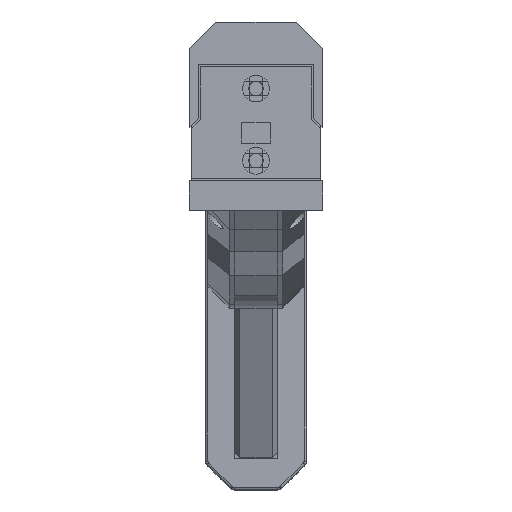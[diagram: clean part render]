
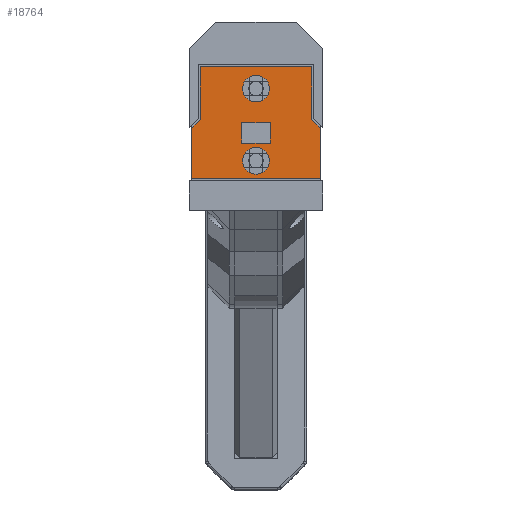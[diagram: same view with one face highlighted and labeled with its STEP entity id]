
A CAD part, left-side view. The second image highlights one B-rep face of the part: STEP entity #18764.
In plain terms, the highlighted planar face has unit normal (-1, 0, 0).
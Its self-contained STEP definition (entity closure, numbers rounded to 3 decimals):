
#278=FACE_BOUND('',#3552,.T.);
#279=FACE_BOUND('',#3553,.T.);
#280=FACE_BOUND('',#3554,.T.);
#1129=CIRCLE('',#20418,5.);
#1137=CIRCLE('',#20449,5.);
#2406=FACE_OUTER_BOUND('',#3551,.T.);
#3551=EDGE_LOOP('',(#16180,#16181,#16182,#16183,#16184,#16185,#16186,#16187));
#3552=EDGE_LOOP('',(#16188));
#3553=EDGE_LOOP('',(#16189));
#3554=EDGE_LOOP('',(#16190,#16191,#16192,#16193));
#5085=LINE('',#32444,#6885);
#5097=LINE('',#32472,#6897);
#5119=LINE('',#32516,#6919);
#5120=LINE('',#32520,#6920);
#5121=LINE('',#32522,#6921);
#5122=LINE('',#32524,#6922);
#5123=LINE('',#32526,#6923);
#5124=LINE('',#32527,#6924);
#5125=LINE('',#32530,#6925);
#5126=LINE('',#32532,#6926);
#5127=LINE('',#32534,#6927);
#5128=LINE('',#32535,#6928);
#6885=VECTOR('',#25157,1.);
#6897=VECTOR('',#25179,1.);
#6919=VECTOR('',#25223,1.);
#6920=VECTOR('',#25228,1.);
#6921=VECTOR('',#25229,1.);
#6922=VECTOR('',#25230,1.);
#6923=VECTOR('',#25231,1.);
#6924=VECTOR('',#25232,1.);
#6925=VECTOR('',#25233,1.);
#6926=VECTOR('',#25234,1.);
#6927=VECTOR('',#25235,1.);
#6928=VECTOR('',#25236,1.);
#8594=VERTEX_POINT('',#32051);
#8622=VERTEX_POINT('',#32153);
#8721=VERTEX_POINT('',#32442);
#8722=VERTEX_POINT('',#32443);
#8732=VERTEX_POINT('',#32470);
#8733=VERTEX_POINT('',#32471);
#8745=VERTEX_POINT('',#32519);
#8746=VERTEX_POINT('',#32521);
#8747=VERTEX_POINT('',#32523);
#8748=VERTEX_POINT('',#32525);
#8749=VERTEX_POINT('',#32528);
#8750=VERTEX_POINT('',#32529);
#8751=VERTEX_POINT('',#32531);
#8752=VERTEX_POINT('',#32533);
#11066=EDGE_CURVE('',#8594,#8594,#1129,.T.);
#11117=EDGE_CURVE('',#8622,#8622,#1137,.T.);
#11261=EDGE_CURVE('',#8721,#8722,#5085,.T.);
#11275=EDGE_CURVE('',#8732,#8733,#5097,.T.);
#11299=EDGE_CURVE('',#8733,#8722,#5119,.T.);
#11300=EDGE_CURVE('',#8721,#8745,#5120,.F.);
#11301=EDGE_CURVE('',#8745,#8746,#5121,.T.);
#11302=EDGE_CURVE('',#8746,#8747,#5122,.T.);
#11303=EDGE_CURVE('',#8748,#8747,#5123,.T.);
#11304=EDGE_CURVE('',#8748,#8732,#5124,.F.);
#11305=EDGE_CURVE('',#8749,#8750,#5125,.T.);
#11306=EDGE_CURVE('',#8750,#8751,#5126,.T.);
#11307=EDGE_CURVE('',#8751,#8752,#5127,.T.);
#11308=EDGE_CURVE('',#8752,#8749,#5128,.T.);
#16180=ORIENTED_EDGE('',*,*,#11275,.T.);
#16181=ORIENTED_EDGE('',*,*,#11299,.T.);
#16182=ORIENTED_EDGE('',*,*,#11261,.F.);
#16183=ORIENTED_EDGE('',*,*,#11300,.T.);
#16184=ORIENTED_EDGE('',*,*,#11301,.T.);
#16185=ORIENTED_EDGE('',*,*,#11302,.T.);
#16186=ORIENTED_EDGE('',*,*,#11303,.F.);
#16187=ORIENTED_EDGE('',*,*,#11304,.T.);
#16188=ORIENTED_EDGE('',*,*,#11066,.T.);
#16189=ORIENTED_EDGE('',*,*,#11117,.T.);
#16190=ORIENTED_EDGE('',*,*,#11305,.T.);
#16191=ORIENTED_EDGE('',*,*,#11306,.T.);
#16192=ORIENTED_EDGE('',*,*,#11307,.T.);
#16193=ORIENTED_EDGE('',*,*,#11308,.T.);
#17736=PLANE('',#20523);
#18764=ADVANCED_FACE('',(#2406,#278,#279,#280),#17736,.F.);
#20418=AXIS2_PLACEMENT_3D('',#32052,#24805,#24806);
#20449=AXIS2_PLACEMENT_3D('',#32154,#24910,#24911);
#20523=AXIS2_PLACEMENT_3D('',#32518,#25226,#25227);
#24805=DIRECTION('center_axis',(1.,0.,0.));
#24806=DIRECTION('ref_axis',(0.,0.,-1.));
#24910=DIRECTION('center_axis',(1.,0.,0.));
#24911=DIRECTION('ref_axis',(0.,0.,-1.));
#25157=DIRECTION('',(0.,0.,-1.));
#25179=DIRECTION('',(0.,0.,-1.));
#25223=DIRECTION('',(0.,-1.,0.));
#25226=DIRECTION('center_axis',(1.,0.,0.));
#25227=DIRECTION('ref_axis',(0.,0.,1.));
#25228=DIRECTION('',(0.,-0.707,-0.707));
#25229=DIRECTION('',(0.,0.,1.));
#25230=DIRECTION('',(0.,1.,0.));
#25231=DIRECTION('',(0.,0.,1.));
#25232=DIRECTION('',(0.,-0.707,0.707));
#25233=DIRECTION('',(0.,-1.,0.));
#25234=DIRECTION('',(0.,0.,-1.));
#25235=DIRECTION('',(0.,1.,0.));
#25236=DIRECTION('',(0.,0.,1.));
#32051=CARTESIAN_POINT('',(169.532,0.,107.087));
#32052=CARTESIAN_POINT('Origin',(169.532,0.,
102.087));
#32153=CARTESIAN_POINT('',(169.532,0.,80.087));
#32154=CARTESIAN_POINT('Origin',(169.532,0.,
75.087));
#32442=CARTESIAN_POINT('',(169.532,-24.,87.287));
#32443=CARTESIAN_POINT('',(169.532,-24.,68.587));
#32444=CARTESIAN_POINT('',(169.532,-24.,102.358));
#32470=CARTESIAN_POINT('',(169.532,24.,87.287));
#32471=CARTESIAN_POINT('',(169.532,24.,68.587));
#32472=CARTESIAN_POINT('',(169.532,24.,68.587));
#32516=CARTESIAN_POINT('',(169.532,-6.215,68.587));
#32518=CARTESIAN_POINT('Origin',(169.532,0.,
85.505));
#32519=CARTESIAN_POINT('',(169.532,-20.8,90.487));
#32520=CARTESIAN_POINT('',(169.532,-16.391,94.896));
#32521=CARTESIAN_POINT('',(169.532,-20.8,110.287));
#32522=CARTESIAN_POINT('',(169.532,-20.8,110.243));
#32523=CARTESIAN_POINT('',(169.532,20.8,110.287));
#32524=CARTESIAN_POINT('',(169.532,0.,110.287));
#32525=CARTESIAN_POINT('',(169.532,20.8,90.487));
#32526=CARTESIAN_POINT('',(169.532,20.8,110.243));
#32527=CARTESIAN_POINT('',(169.532,16.391,94.896));
#32528=CARTESIAN_POINT('',(169.532,5.25,89.293));
#32529=CARTESIAN_POINT('',(169.532,-5.25,89.293));
#32530=CARTESIAN_POINT('',(169.532,0.,89.293));
#32531=CARTESIAN_POINT('',(169.532,-5.25,81.716));
#32532=CARTESIAN_POINT('',(169.532,-5.25,85.505));
#32533=CARTESIAN_POINT('',(169.532,5.25,81.716));
#32534=CARTESIAN_POINT('',(169.532,0.,81.716));
#32535=CARTESIAN_POINT('',(169.532,5.25,85.505));
